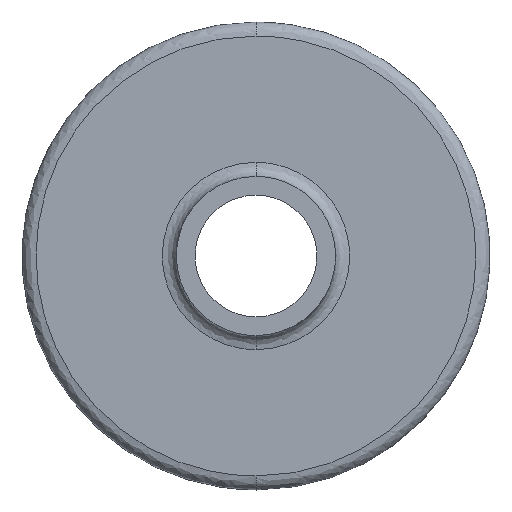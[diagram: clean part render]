
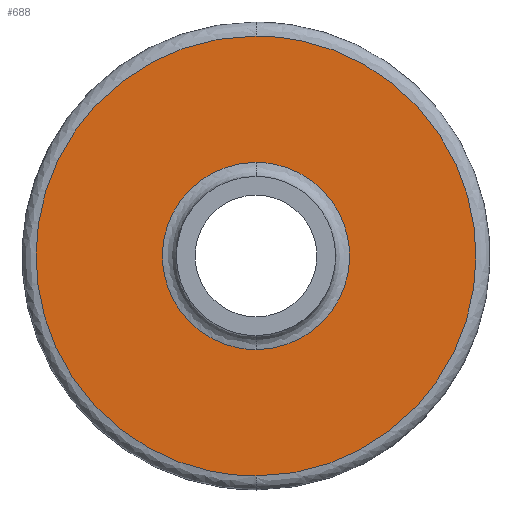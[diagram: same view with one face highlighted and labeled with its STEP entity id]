
A CAD part, left-side view. The second image highlights one B-rep face of the part: STEP entity #688.
In plain terms, the highlighted free-form (B-spline) face has degree [1, 1] with [2, 2] control points.
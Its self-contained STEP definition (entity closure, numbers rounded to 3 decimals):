
#225 = VERTEX_POINT('',#226);
#226 = CARTESIAN_POINT('',(-51.393,0.,
    -54.28));
#232 = EDGE_CURVE('',#233,#225,#235,.T.);
#233 = VERTEX_POINT('',#234);
#234 = CARTESIAN_POINT('',(-51.393,0.,54.28));
#235 = ( BOUNDED_CURVE() B_SPLINE_CURVE(2,(#236,#237,#238,#239,#240),
.UNSPECIFIED.,.F.,.F.) B_SPLINE_CURVE_WITH_KNOTS((3,2,3),(0.,
1.571,3.142),.PIECEWISE_BEZIER_KNOTS.) CURVE() 
GEOMETRIC_REPRESENTATION_ITEM() RATIONAL_B_SPLINE_CURVE((1.,
0.707,1.,0.707,1.)) REPRESENTATION_ITEM('') );
#236 = CARTESIAN_POINT('',(-51.393,0.,54.28));
#237 = CARTESIAN_POINT('',(-51.393,54.28,
    54.28));
#238 = CARTESIAN_POINT('',(-51.393,54.28,
    0.));
#239 = CARTESIAN_POINT('',(-51.393,54.28,
    -54.28));
#240 = CARTESIAN_POINT('',(-51.393,0.,
    -54.28));
#270 = VERTEX_POINT('',#271);
#271 = CARTESIAN_POINT('',(-51.393,0.,23.098));
#277 = EDGE_CURVE('',#278,#270,#280,.T.);
#278 = VERTEX_POINT('',#279);
#279 = CARTESIAN_POINT('',(-51.393,0.,
    -23.098));
#280 = ( BOUNDED_CURVE() B_SPLINE_CURVE(2,(#281,#282,#283,#284,#285),
.UNSPECIFIED.,.F.,.F.) B_SPLINE_CURVE_WITH_KNOTS((3,2,3),(3.142,
4.712,6.283),.PIECEWISE_BEZIER_KNOTS.) CURVE() 
GEOMETRIC_REPRESENTATION_ITEM() RATIONAL_B_SPLINE_CURVE((1.,
0.707,1.,0.707,1.)) REPRESENTATION_ITEM('') );
#281 = CARTESIAN_POINT('',(-51.393,0.,
    -23.098));
#282 = CARTESIAN_POINT('',(-51.393,-23.098,
    -23.098));
#283 = CARTESIAN_POINT('',(-51.393,-23.098,
    0.));
#284 = CARTESIAN_POINT('',(-51.393,-23.098,
    23.098));
#285 = CARTESIAN_POINT('',(-51.393,0.,
    23.098));
#662 = EDGE_CURVE('',#270,#278,#663,.T.);
#663 = ( BOUNDED_CURVE() B_SPLINE_CURVE(2,(#664,#665,#666,#667,#668),
.UNSPECIFIED.,.F.,.F.) B_SPLINE_CURVE_WITH_KNOTS((3,2,3),(0.,
1.571,3.142),.PIECEWISE_BEZIER_KNOTS.) CURVE() 
GEOMETRIC_REPRESENTATION_ITEM() RATIONAL_B_SPLINE_CURVE((1.,
0.707,1.,0.707,1.)) REPRESENTATION_ITEM('') );
#664 = CARTESIAN_POINT('',(-51.393,0.,23.098));
#665 = CARTESIAN_POINT('',(-51.393,23.098,
    23.098));
#666 = CARTESIAN_POINT('',(-51.393,23.098,
    0.));
#667 = CARTESIAN_POINT('',(-51.393,23.098,
    -23.098));
#668 = CARTESIAN_POINT('',(-51.393,0.,
    -23.098));
#688 = ADVANCED_FACE('',(#689,#693),#704,.F.);
#689 = FACE_BOUND('',#690,.T.);
#690 = EDGE_LOOP('',(#691,#692));
#691 = ORIENTED_EDGE('',*,*,#662,.F.);
#692 = ORIENTED_EDGE('',*,*,#277,.F.);
#693 = FACE_BOUND('',#694,.T.);
#694 = EDGE_LOOP('',(#695,#696));
#695 = ORIENTED_EDGE('',*,*,#232,.T.);
#696 = ORIENTED_EDGE('',*,*,#697,.T.);
#697 = EDGE_CURVE('',#225,#233,#698,.T.);
#698 = ( BOUNDED_CURVE() B_SPLINE_CURVE(2,(#699,#700,#701,#702,#703),
.UNSPECIFIED.,.F.,.F.) B_SPLINE_CURVE_WITH_KNOTS((3,2,3),(3.142,
4.712,6.283),.PIECEWISE_BEZIER_KNOTS.) CURVE() 
GEOMETRIC_REPRESENTATION_ITEM() RATIONAL_B_SPLINE_CURVE((1.,
0.707,1.,0.707,1.)) REPRESENTATION_ITEM('') );
#699 = CARTESIAN_POINT('',(-51.393,0.,
    -54.28));
#700 = CARTESIAN_POINT('',(-51.393,-54.28,
    -54.28));
#701 = CARTESIAN_POINT('',(-51.393,-54.28,
    0.));
#702 = CARTESIAN_POINT('',(-51.393,-54.28,
    54.28));
#703 = CARTESIAN_POINT('',(-51.393,0.,
    54.28));
#704 = B_SPLINE_SURFACE_WITH_KNOTS('',1,1,(
    (#705,#706)
    ,(#707,#708
    )),.UNSPECIFIED.,.F.,.F.,.F.,(2,2),(2,2),(-47.,47.),(-94.,0.),
  .PIECEWISE_BEZIER_KNOTS.);
#705 = CARTESIAN_POINT('',(-51.393,-54.28,
    54.28));
#706 = CARTESIAN_POINT('',(-51.393,54.28,
    54.28));
#707 = CARTESIAN_POINT('',(-51.393,-54.28,
    -54.28));
#708 = CARTESIAN_POINT('',(-51.393,54.28,
    -54.28));
